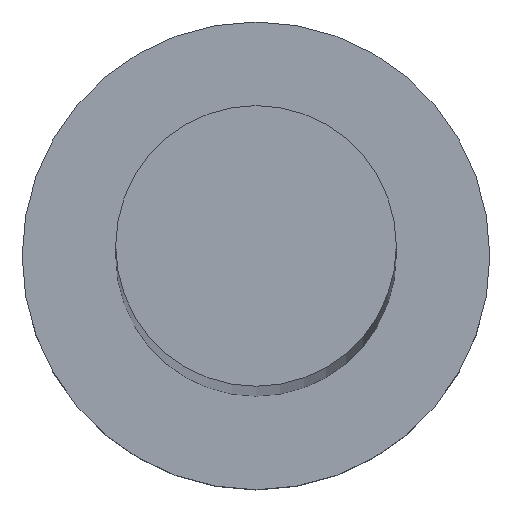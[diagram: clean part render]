
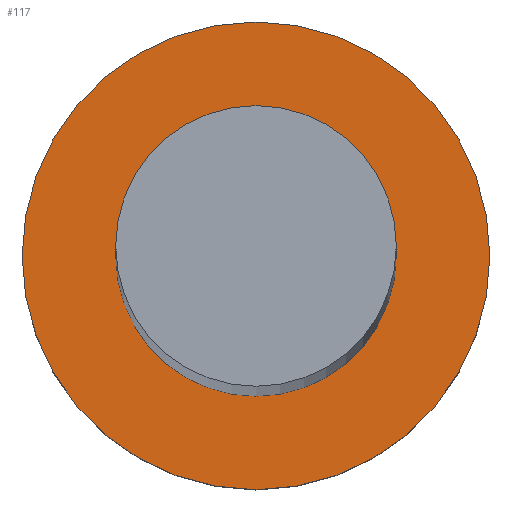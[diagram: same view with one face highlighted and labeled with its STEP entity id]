
A CAD part, top view. The second image highlights one B-rep face of the part: STEP entity #117.
In plain terms, the highlighted planar face has unit normal (0, 0, 1).
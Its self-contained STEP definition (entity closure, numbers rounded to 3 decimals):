
#1 = AXIS2_PLACEMENT_3D ( 'NONE', #83, #157, #237 ) ;
#6 = CARTESIAN_POINT ( 'NONE',  ( 10., 0., 7. ) ) ;
#7 = DIRECTION ( 'NONE',  ( 0., 0., 1. ) ) ;
#18 = ORIENTED_EDGE ( 'NONE', *, *, #221, .T. ) ;
#22 = CARTESIAN_POINT ( 'NONE',  ( 6., 0., 7. ) ) ;
#25 = CARTESIAN_POINT ( 'NONE',  ( 0., 0., 7. ) ) ;
#55 = VERTEX_POINT ( 'NONE', #22 ) ;
#58 = CIRCLE ( 'NONE', #196, 6. ) ;
#69 = EDGE_CURVE ( 'NONE', #114, #55, #209, .T. ) ;
#70 = EDGE_LOOP ( 'NONE', ( #206, #145 ) ) ;
#72 = AXIS2_PLACEMENT_3D ( 'NONE', #113, #78, #153 ) ;
#78 = DIRECTION ( 'NONE',  ( 0., 0., 1. ) ) ;
#83 = CARTESIAN_POINT ( 'NONE',  ( 0., 0., 7. ) ) ;
#86 = DIRECTION ( 'NONE',  ( 1., 0., 0. ) ) ;
#89 = VERTEX_POINT ( 'NONE', #6 ) ;
#98 = AXIS2_PLACEMENT_3D ( 'NONE', #231, #7, #86 ) ;
#103 = PLANE ( 'NONE',  #211 ) ;
#106 = DIRECTION ( 'NONE',  ( 0., 0., 1. ) ) ;
#107 = DIRECTION ( 'NONE',  ( 0., 0., 1. ) ) ;
#113 = CARTESIAN_POINT ( 'NONE',  ( 0., 0., 7. ) ) ;
#114 = VERTEX_POINT ( 'NONE', #139 ) ;
#117 = ADVANCED_FACE ( 'NONE', ( #215, #122 ), #103, .T. ) ;
#122 = FACE_OUTER_BOUND ( 'NONE', #141, .T. ) ;
#131 = CIRCLE ( 'NONE', #98, 10. ) ;
#139 = CARTESIAN_POINT ( 'NONE',  ( -6., 0., 7. ) ) ;
#140 = CARTESIAN_POINT ( 'NONE',  ( -10., 0., 7. ) ) ;
#141 = EDGE_LOOP ( 'NONE', ( #227, #18 ) ) ;
#145 = ORIENTED_EDGE ( 'NONE', *, *, #154, .F. ) ;
#153 = DIRECTION ( 'NONE',  ( 1., 0., 0. ) ) ;
#154 = EDGE_CURVE ( 'NONE', #55, #114, #58, .T. ) ;
#157 = DIRECTION ( 'NONE',  ( 0., 0., 1. ) ) ;
#179 = DIRECTION ( 'NONE',  ( 1., 0., 0. ) ) ;
#184 = DIRECTION ( 'NONE',  ( 1., 0., 0. ) ) ;
#189 = VERTEX_POINT ( 'NONE', #140 ) ;
#196 = AXIS2_PLACEMENT_3D ( 'NONE', #25, #106, #184 ) ;
#197 = CARTESIAN_POINT ( 'NONE',  ( 0., 0., 7. ) ) ;
#206 = ORIENTED_EDGE ( 'NONE', *, *, #69, .F. ) ;
#209 = CIRCLE ( 'NONE', #1, 6. ) ;
#211 = AXIS2_PLACEMENT_3D ( 'NONE', #197, #107, #179 ) ;
#213 = CIRCLE ( 'NONE', #72, 10. ) ;
#215 = FACE_BOUND ( 'NONE', #70, .T. ) ;
#217 = EDGE_CURVE ( 'NONE', #189, #89, #213, .T. ) ;
#221 = EDGE_CURVE ( 'NONE', #89, #189, #131, .T. ) ;
#227 = ORIENTED_EDGE ( 'NONE', *, *, #217, .T. ) ;
#231 = CARTESIAN_POINT ( 'NONE',  ( 0., 0., 7. ) ) ;
#237 = DIRECTION ( 'NONE',  ( 1., 0., 0. ) ) ;
